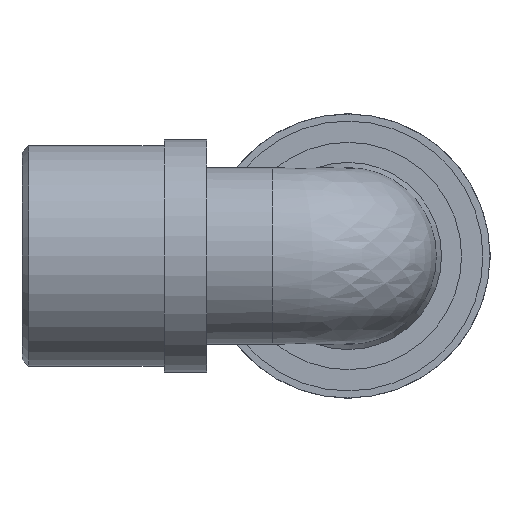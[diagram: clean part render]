
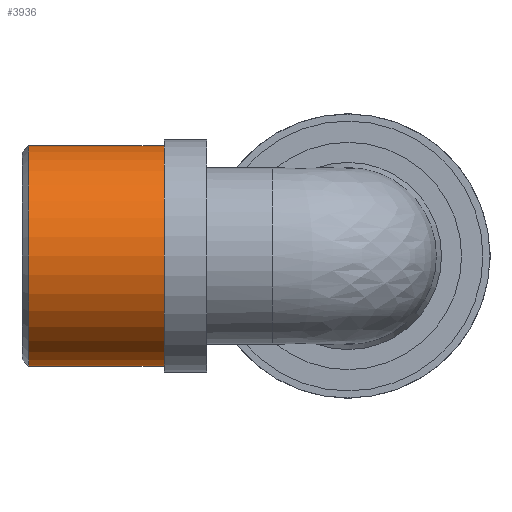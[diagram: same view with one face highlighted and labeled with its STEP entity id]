
A CAD part, left-side view. The second image highlights one B-rep face of the part: STEP entity #3936.
In plain terms, the highlighted cylindrical face has radius 13.22 mm (diameter 26.441 mm), a full revolution.
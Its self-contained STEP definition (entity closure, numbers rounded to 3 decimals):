
#794=CYLINDRICAL_SURFACE('',#4218,13.221);
#891=FACE_BOUND('',#1196,.T.);
#918=FACE_OUTER_BOUND('',#1195,.T.);
#1195=EDGE_LOOP('',(#2701));
#1196=EDGE_LOOP('',(#2702));
#1495=CIRCLE('',#4216,13.221);
#1497=CIRCLE('',#4219,13.221);
#1728=VERTEX_POINT('',#6011);
#1730=VERTEX_POINT('',#6016);
#2089=EDGE_CURVE('',#1728,#1728,#1495,.T.);
#2091=EDGE_CURVE('',#1730,#1730,#1497,.T.);
#2701=ORIENTED_EDGE('',*,*,#2091,.T.);
#2702=ORIENTED_EDGE('',*,*,#2089,.F.);
#3936=ADVANCED_FACE('',(#918,#891),#794,.T.);
#4216=AXIS2_PLACEMENT_3D('',#6012,#4731,#4732);
#4218=AXIS2_PLACEMENT_3D('',#6015,#4735,#4736);
#4219=AXIS2_PLACEMENT_3D('',#6017,#4737,#4738);
#4731=DIRECTION('center_axis',(0.,1.,0.));
#4732=DIRECTION('ref_axis',(1.,0.,0.));
#4735=DIRECTION('center_axis',(0.,1.,0.));
#4736=DIRECTION('ref_axis',(-1.,0.,0.));
#4737=DIRECTION('center_axis',(0.,1.,0.));
#4738=DIRECTION('ref_axis',(1.,0.,0.));
#6011=CARTESIAN_POINT('',(-13.221,38.207,0.));
#6012=CARTESIAN_POINT('Origin',(0.,38.207,0.));
#6015=CARTESIAN_POINT('Origin',(0.,30.5,0.));
#6016=CARTESIAN_POINT('',(-13.221,22.,0.));
#6017=CARTESIAN_POINT('Origin',(0.,22.,0.));
